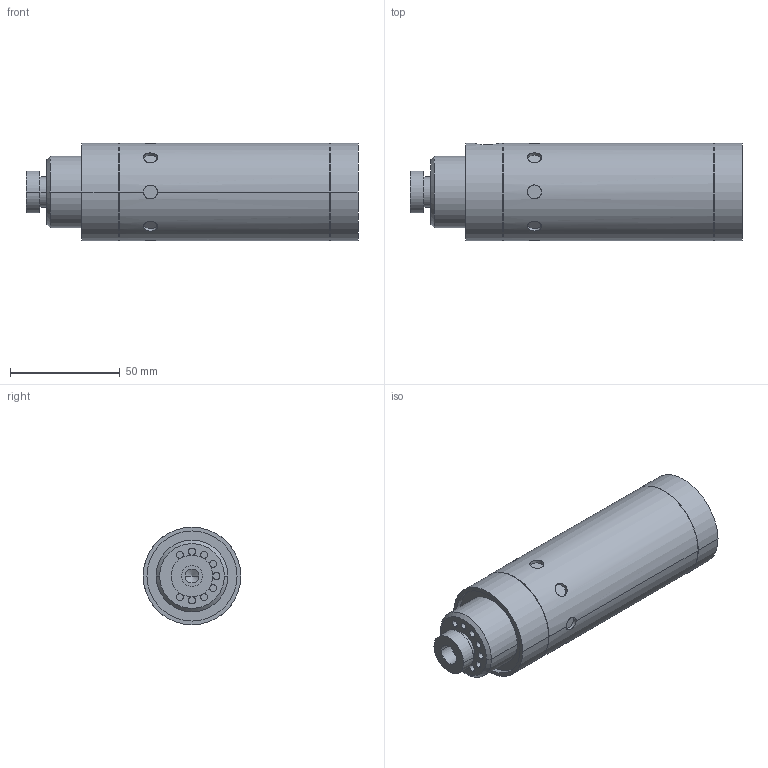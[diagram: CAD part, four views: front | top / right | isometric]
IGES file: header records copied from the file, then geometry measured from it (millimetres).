
Global section: file name: No Iges File Name specified; native system: AutoDesk Inventor R11.0; preprocessor: AutoDesk Inventor Iges Exporter R11.0; author: No Author specified; organization: No Organization specified; date: 20060417.102359; units: inch
Bounding box: 151.3 x 44.45 x 44.45 mm (x, y, z)
Volume: 206057.2 mm3; surface area: 27233.3 mm2
Topology: 1 solids, 1 shells, 91 faces, 194 edges, 128 vertices
Faces by surface type: revolution 38, plane 28, cylinder 16, bspline 7, cone 2
